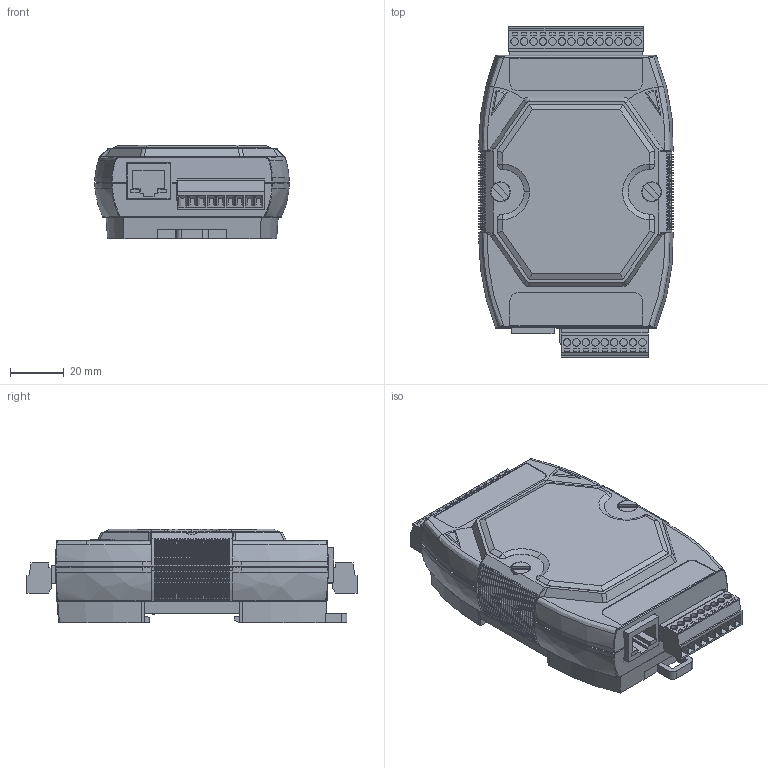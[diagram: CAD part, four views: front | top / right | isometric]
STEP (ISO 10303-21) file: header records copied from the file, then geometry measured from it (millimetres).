
FILE_DESCRIPTION (( 'STEP AP203' ), '1' );
FILE_NAME ('ET-7052.STEP', '2020-01-21T01:09:32', ( 'Windows 使用者' ), ( '' ), 'SwSTEP 2.0', 'SolidWorks 2019', '' );
FILE_SCHEMA (( 'CONFIG_CONTROL_DESIGN' ));
Length unit declared in the file: millimetre
Products named in the file (15): MC420-35009; MC420-35014_90; SIPP-754-AG; 4SAPP-005-A; ET-7052; 2DJ020; 7000-PCGai.sldasm-Part-1; MC420-35014; 7186_PCB; 4SI700000011W; 4SIPP-754-BG; ME030-35009; ME030-35014; MC420-35009_90
Assembly tree (15 placements, depth 4):
  ET-7052
    4SIPP-754-BG
    SIPP-754-AG
    4SAPP-005-A
    7000-PCGai.sldasm-Part-1  x2
    4SI700000011W
    7186_PCB
      7186_PCB
      2DJ020
      MC420-35009_90
        ME030-35009
        MC420-35009
      MC420-35014_90
        ME030-35014
        MC420-35014
Bounding box: 72.04 x 122.36 x 34.7 mm (x, y, z)
Volume: 66693.1 mm3; surface area: 88194.9 mm2
Topology: 12 solids, 12 shells, 3923 faces, 10579 edges, 6873 vertices
Faces by surface type: plane 2678, cylinder 374, bspline 344, cone 267, torus 238, sphere 22
Entity records: 133885 total; most frequent: CARTESIAN_POINT 41533, ORIENTED_EDGE 20604, DIRECTION 16357, EDGE_CURVE 10302, VERTEX_POINT 6691, LINE 6223, VECTOR 6223, AXIS2_PLACEMENT_3D 5067
